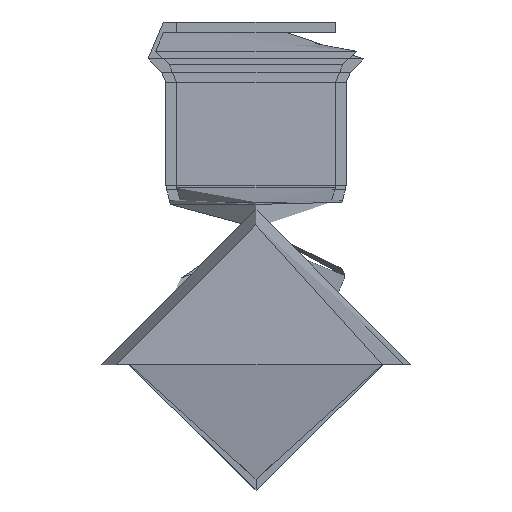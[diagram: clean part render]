
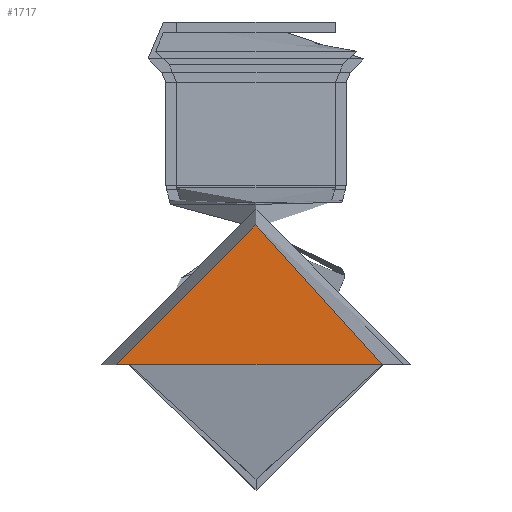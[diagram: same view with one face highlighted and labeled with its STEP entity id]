
A CAD part, left-side view. The second image highlights one B-rep face of the part: STEP entity #1717.
In plain terms, the highlighted free-form (B-spline) face has degree [1, 1] with [2, 2] control points.
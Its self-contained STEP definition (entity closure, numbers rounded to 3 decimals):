
#1717 = ADVANCED_FACE('',(#1718,#1740),#1762,.T.);
#1718 = FACE_BOUND('',#1719,.T.);
#1719 = EDGE_LOOP('',(#1720,#1730));
#1720 = ORIENTED_EDGE('',*,*,#1721,.F.);
#1721 = EDGE_CURVE('',#1722,#1724,#1726,.T.);
#1722 = VERTEX_POINT('',#1723);
#1723 = CARTESIAN_POINT('',(0.,19.35,0.));
#1724 = VERTEX_POINT('',#1725);
#1725 = CARTESIAN_POINT('',(0.,0.,19.35));
#1726 = ( BOUNDED_CURVE() B_SPLINE_CURVE(2,(#1727,#1728,#1729),
.UNSPECIFIED.,.F.,.F.) B_SPLINE_CURVE_WITH_KNOTS((3,3),(0.,
1.571),.PIECEWISE_BEZIER_KNOTS.) CURVE() 
GEOMETRIC_REPRESENTATION_ITEM() RATIONAL_B_SPLINE_CURVE((1.,
0.707,1.)) REPRESENTATION_ITEM('') );
#1727 = CARTESIAN_POINT('',(0.,19.35,0.));
#1728 = CARTESIAN_POINT('',(0.,19.35,19.35));
#1729 = CARTESIAN_POINT('',(0.,0.,19.35));
#1730 = ORIENTED_EDGE('',*,*,#1731,.F.);
#1731 = EDGE_CURVE('',#1724,#1722,#1732,.T.);
#1732 = ( BOUNDED_CURVE() B_SPLINE_CURVE(2,(#1733,#1734,#1735,#1736,
#1737,#1738,#1739),.UNSPECIFIED.,.F.,.F.) B_SPLINE_CURVE_WITH_KNOTS((3,2
    ,2,3),(1.571,3.142,4.712,6.283),
.UNSPECIFIED.) CURVE() GEOMETRIC_REPRESENTATION_ITEM() 
RATIONAL_B_SPLINE_CURVE((1.,0.707,1.,0.707,1.,
0.707,1.)) REPRESENTATION_ITEM('') );
#1733 = CARTESIAN_POINT('',(0.,0.,19.35));
#1734 = CARTESIAN_POINT('',(0.,-19.35,19.35));
#1735 = CARTESIAN_POINT('',(0.,-19.35,0.));
#1736 = CARTESIAN_POINT('',(0.,-19.35,-19.35));
#1737 = CARTESIAN_POINT('',(0.,0.,-19.35));
#1738 = CARTESIAN_POINT('',(0.,19.35,-19.35));
#1739 = CARTESIAN_POINT('',(0.,19.35,0.));
#1740 = FACE_BOUND('',#1741,.T.);
#1741 = EDGE_LOOP('',(#1742,#1754));
#1742 = ORIENTED_EDGE('',*,*,#1743,.T.);
#1743 = EDGE_CURVE('',#1744,#1746,#1748,.T.);
#1744 = VERTEX_POINT('',#1745);
#1745 = CARTESIAN_POINT('',(0.,17.5,0.));
#1746 = VERTEX_POINT('',#1747);
#1747 = CARTESIAN_POINT('',(0.,-17.5,0.));
#1748 = ( BOUNDED_CURVE() B_SPLINE_CURVE(2,(#1749,#1750,#1751,#1752,
#1753),.UNSPECIFIED.,.F.,.F.) B_SPLINE_CURVE_WITH_KNOTS((3,2,3),(0.,
1.571,3.142),.UNSPECIFIED.) CURVE() 
GEOMETRIC_REPRESENTATION_ITEM() RATIONAL_B_SPLINE_CURVE((1.,
0.707,1.,0.707,1.)) REPRESENTATION_ITEM('') );
#1749 = CARTESIAN_POINT('',(0.,17.5,0.));
#1750 = CARTESIAN_POINT('',(0.,17.5,17.5));
#1751 = CARTESIAN_POINT('',(0.,0.,17.5));
#1752 = CARTESIAN_POINT('',(0.,-17.5,17.5));
#1753 = CARTESIAN_POINT('',(0.,-17.5,0.));
#1754 = ORIENTED_EDGE('',*,*,#1755,.T.);
#1755 = EDGE_CURVE('',#1746,#1744,#1756,.T.);
#1756 = ( BOUNDED_CURVE() B_SPLINE_CURVE(2,(#1757,#1758,#1759,#1760,
#1761),.UNSPECIFIED.,.F.,.F.) B_SPLINE_CURVE_WITH_KNOTS((3,2,3),(
    3.142,4.712,6.283),
.PIECEWISE_BEZIER_KNOTS.) CURVE() GEOMETRIC_REPRESENTATION_ITEM() 
RATIONAL_B_SPLINE_CURVE((1.,0.707,1.,0.707,1.)) 
REPRESENTATION_ITEM('') );
#1757 = CARTESIAN_POINT('',(0.,-17.5,0.));
#1758 = CARTESIAN_POINT('',(0.,-17.5,-17.5));
#1759 = CARTESIAN_POINT('',(0.,0.,-17.5));
#1760 = CARTESIAN_POINT('',(0.,17.5,-17.5));
#1761 = CARTESIAN_POINT('',(0.,17.5,0.));
#1762 = B_SPLINE_SURFACE_WITH_KNOTS('',1,1,(
    (#1763,#1764)
    ,(#1765,#1766
  )),.UNSPECIFIED.,.F.,.F.,.F.,(2,2),(2,2),(-1.936,1.936),(-3.779,
    0.094),.PIECEWISE_BEZIER_KNOTS.);
#1763 = CARTESIAN_POINT('',(0.,-19.36,-19.36));
#1764 = CARTESIAN_POINT('',(0.,19.36,-19.36));
#1765 = CARTESIAN_POINT('',(0.,-19.36,19.36));
#1766 = CARTESIAN_POINT('',(0.,19.36,19.36));
